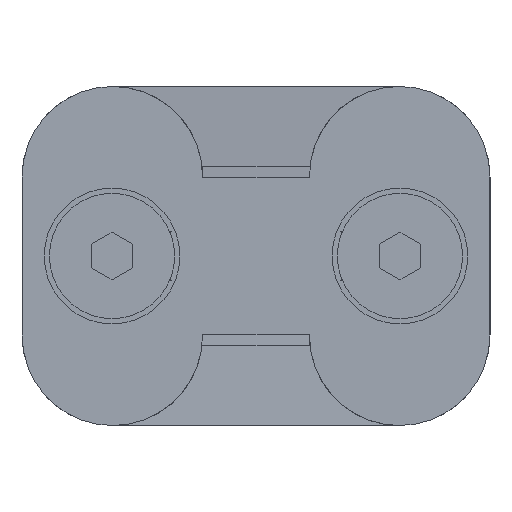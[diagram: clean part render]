
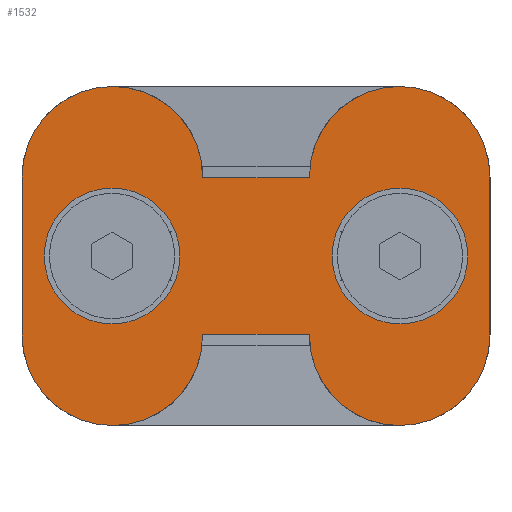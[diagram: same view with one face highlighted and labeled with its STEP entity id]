
A CAD part, left-side view. The second image highlights one B-rep face of the part: STEP entity #1532.
In plain terms, the highlighted face is planar.
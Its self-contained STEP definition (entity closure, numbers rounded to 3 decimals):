
#148=LINE('',#2406,#294);
#150=LINE('',#2410,#296);
#168=LINE('',#2483,#314);
#170=LINE('',#2487,#316);
#186=LINE('',#2540,#332);
#189=LINE('',#2550,#335);
#190=LINE('',#2556,#336);
#191=LINE('',#2557,#337);
#192=LINE('',#2562,#338);
#193=LINE('',#2567,#339);
#194=LINE('',#2569,#340);
#195=LINE('',#2571,#341);
#294=VECTOR('',#1865,1000.);
#296=VECTOR('',#1867,1000.);
#314=VECTOR('',#1939,1000.);
#316=VECTOR('',#1941,1000.);
#332=VECTOR('',#2017,1000.);
#335=VECTOR('',#2026,1000.);
#336=VECTOR('',#2031,1000.);
#337=VECTOR('',#2032,1000.);
#338=VECTOR('',#2037,1000.);
#339=VECTOR('',#2042,1000.);
#340=VECTOR('',#2043,1000.);
#341=VECTOR('',#2044,1000.);
#578=ORIENTED_EDGE('',*,*,#961,.T.);
#579=ORIENTED_EDGE('',*,*,#962,.T.);
#580=ORIENTED_EDGE('',*,*,#963,.T.);
#581=ORIENTED_EDGE('',*,*,#964,.T.);
#582=ORIENTED_EDGE('',*,*,#928,.T.);
#583=ORIENTED_EDGE('',*,*,#965,.T.);
#584=ORIENTED_EDGE('',*,*,#966,.T.);
#585=ORIENTED_EDGE('',*,*,#958,.T.);
#586=ORIENTED_EDGE('',*,*,#967,.T.);
#587=ORIENTED_EDGE('',*,*,#968,.T.);
#588=ORIENTED_EDGE('',*,*,#926,.T.);
#589=ORIENTED_EDGE('',*,*,#969,.T.);
#590=ORIENTED_EDGE('',*,*,#970,.T.);
#591=ORIENTED_EDGE('',*,*,#971,.T.);
#592=ORIENTED_EDGE('',*,*,#888,.T.);
#593=ORIENTED_EDGE('',*,*,#972,.T.);
#594=ORIENTED_EDGE('',*,*,#973,.T.);
#595=ORIENTED_EDGE('',*,*,#974,.F.);
#596=ORIENTED_EDGE('',*,*,#975,.T.);
#597=ORIENTED_EDGE('',*,*,#976,.T.);
#598=ORIENTED_EDGE('',*,*,#886,.F.);
#599=ORIENTED_EDGE('',*,*,#977,.T.);
#886=EDGE_CURVE('',#1104,#1105,#148,.T.);
#888=EDGE_CURVE('',#1107,#1106,#150,.T.);
#926=EDGE_CURVE('',#1135,#1134,#168,.T.);
#928=EDGE_CURVE('',#1137,#1136,#170,.T.);
#958=EDGE_CURVE('',#1144,#1145,#186,.T.);
#961=EDGE_CURVE('',#1146,#1146,#1203,.T.);
#962=EDGE_CURVE('',#1147,#1147,#1204,.T.);
#963=EDGE_CURVE('',#1148,#1149,#189,.T.);
#964=EDGE_CURVE('',#1149,#1137,#1205,.F.);
#965=EDGE_CURVE('',#1136,#1150,#1206,.T.);
#966=EDGE_CURVE('',#1150,#1144,#190,.T.);
#967=EDGE_CURVE('',#1145,#1151,#191,.T.);
#968=EDGE_CURVE('',#1151,#1135,#1207,.T.);
#969=EDGE_CURVE('',#1134,#1152,#1208,.F.);
#970=EDGE_CURVE('',#1152,#1153,#192,.T.);
#971=EDGE_CURVE('',#1153,#1107,#1209,.F.);
#972=EDGE_CURVE('',#1106,#1154,#1210,.T.);
#973=EDGE_CURVE('',#1154,#1155,#193,.T.);
#974=EDGE_CURVE('',#1156,#1155,#194,.T.);
#975=EDGE_CURVE('',#1156,#1157,#195,.T.);
#976=EDGE_CURVE('',#1157,#1105,#1211,.T.);
#977=EDGE_CURVE('',#1104,#1148,#1212,.F.);
#1104=VERTEX_POINT('',#2405);
#1105=VERTEX_POINT('',#2407);
#1106=VERTEX_POINT('',#2409);
#1107=VERTEX_POINT('',#2411);
#1134=VERTEX_POINT('',#2482);
#1135=VERTEX_POINT('',#2484);
#1136=VERTEX_POINT('',#2486);
#1137=VERTEX_POINT('',#2488);
#1144=VERTEX_POINT('',#2541);
#1145=VERTEX_POINT('',#2542);
#1146=VERTEX_POINT('',#2547);
#1147=VERTEX_POINT('',#2549);
#1148=VERTEX_POINT('',#2551);
#1149=VERTEX_POINT('',#2552);
#1150=VERTEX_POINT('',#2555);
#1151=VERTEX_POINT('',#2558);
#1152=VERTEX_POINT('',#2561);
#1153=VERTEX_POINT('',#2563);
#1154=VERTEX_POINT('',#2566);
#1155=VERTEX_POINT('',#2568);
#1156=VERTEX_POINT('',#2570);
#1157=VERTEX_POINT('',#2572);
#1203=CIRCLE('',#1688,8.25);
#1204=CIRCLE('',#1689,8.25);
#1205=CIRCLE('',#1690,11.);
#1206=CIRCLE('',#1691,10.9);
#1207=CIRCLE('',#1692,10.9);
#1208=CIRCLE('',#1693,11.);
#1209=CIRCLE('',#1694,11.);
#1210=CIRCLE('',#1695,10.9);
#1211=CIRCLE('',#1696,10.9);
#1212=CIRCLE('',#1697,11.);
#1263=EDGE_LOOP('',(#578));
#1264=EDGE_LOOP('',(#579));
#1265=EDGE_LOOP('',(#580,#581,#582,#583,#584,#585,#586,#587,#588,#589,#590,
#591,#592,#593,#594,#595,#596,#597,#598,#599));
#1367=FACE_BOUND('',#1263,.T.);
#1368=FACE_BOUND('',#1264,.T.);
#1369=FACE_BOUND('',#1265,.T.);
#1468=PLANE('',#1687);
#1532=ADVANCED_FACE('',(#1367,#1368,#1369),#1468,.F.);
#1687=AXIS2_PLACEMENT_3D('',#2545,#2020,#2021);
#1688=AXIS2_PLACEMENT_3D('',#2546,#2022,#2023);
#1689=AXIS2_PLACEMENT_3D('',#2548,#2024,#2025);
#1690=AXIS2_PLACEMENT_3D('',#2553,#2027,#2028);
#1691=AXIS2_PLACEMENT_3D('',#2554,#2029,#2030);
#1692=AXIS2_PLACEMENT_3D('',#2559,#2033,#2034);
#1693=AXIS2_PLACEMENT_3D('',#2560,#2035,#2036);
#1694=AXIS2_PLACEMENT_3D('',#2564,#2038,#2039);
#1695=AXIS2_PLACEMENT_3D('',#2565,#2040,#2041);
#1696=AXIS2_PLACEMENT_3D('',#2573,#2045,#2046);
#1697=AXIS2_PLACEMENT_3D('',#2574,#2047,#2048);
#1865=DIRECTION('',(-1.,0.,0.));
#1867=DIRECTION('',(1.,0.,0.));
#1939=DIRECTION('',(-1.,0.,0.));
#1941=DIRECTION('',(-1.,0.,0.));
#2017=DIRECTION('',(-1.,0.,0.));
#2020=DIRECTION('',(0.,-1.,0.));
#2021=DIRECTION('',(0.,0.,-1.));
#2022=DIRECTION('',(0.,-1.,0.));
#2023=DIRECTION('',(0.,0.,-1.));
#2024=DIRECTION('',(0.,-1.,0.));
#2025=DIRECTION('',(0.,0.,-1.));
#2026=DIRECTION('',(0.,0.,-1.));
#2027=DIRECTION('',(0.,-1.,0.));
#2028=DIRECTION('',(0.,0.,-1.));
#2029=DIRECTION('',(0.,1.,0.));
#2030=DIRECTION('',(1.,0.,0.));
#2031=DIRECTION('',(0.,0.,1.));
#2032=DIRECTION('',(0.,0.,-1.));
#2033=DIRECTION('',(0.,1.,0.));
#2034=DIRECTION('',(1.,0.,0.));
#2035=DIRECTION('',(0.,-1.,0.));
#2036=DIRECTION('',(0.,0.,-1.));
#2037=DIRECTION('',(0.,0.,1.));
#2038=DIRECTION('',(0.,-1.,0.));
#2039=DIRECTION('',(0.,0.,-1.));
#2040=DIRECTION('',(0.,1.,0.));
#2041=DIRECTION('',(1.,0.,0.));
#2042=DIRECTION('',(0.,0.,-1.));
#2043=DIRECTION('',(-1.,0.,0.));
#2044=DIRECTION('',(0.,0.,1.));
#2045=DIRECTION('',(0.,1.,0.));
#2046=DIRECTION('',(1.,0.,0.));
#2047=DIRECTION('',(0.,-1.,0.));
#2048=DIRECTION('',(0.,0.,-1.));
#2405=CARTESIAN_POINT('',(17.445,13.8,20.6));
#2406=CARTESIAN_POINT('',(35.,13.8,20.6));
#2407=CARTESIAN_POINT('',(17.4,13.8,20.6));
#2409=CARTESIAN_POINT('',(-17.4,13.8,20.6));
#2410=CARTESIAN_POINT('',(-28.5,13.8,20.6));
#2411=CARTESIAN_POINT('',(-17.445,13.8,20.6));
#2482=CARTESIAN_POINT('',(-17.445,13.8,-20.6));
#2483=CARTESIAN_POINT('',(-17.4,13.8,-20.6));
#2484=CARTESIAN_POINT('',(-17.4,13.8,-20.6));
#2486=CARTESIAN_POINT('',(17.4,13.8,-20.6));
#2487=CARTESIAN_POINT('',(35.,13.8,-20.6));
#2488=CARTESIAN_POINT('',(17.445,13.8,-20.6));
#2540=CARTESIAN_POINT('',(35.,13.8,-9.5));
#2541=CARTESIAN_POINT('',(6.5,13.8,-9.5));
#2542=CARTESIAN_POINT('',(-6.5,13.8,-9.5));
#2545=CARTESIAN_POINT('',(35.,13.8,-9.5));
#2546=CARTESIAN_POINT('',(-17.5,13.8,0.));
#2547=CARTESIAN_POINT('',(-17.5,13.8,-8.25));
#2548=CARTESIAN_POINT('',(17.5,13.8,0.));
#2549=CARTESIAN_POINT('',(17.5,13.8,-8.25));
#2550=CARTESIAN_POINT('',(28.445,13.8,-9.5));
#2551=CARTESIAN_POINT('',(28.445,13.8,9.6));
#2552=CARTESIAN_POINT('',(28.445,13.8,-9.6));
#2553=CARTESIAN_POINT('',(17.445,13.8,-9.6));
#2554=CARTESIAN_POINT('',(17.4,13.8,-9.7));
#2555=CARTESIAN_POINT('',(6.5,13.8,-9.7));
#2556=CARTESIAN_POINT('',(6.5,13.8,-9.7));
#2557=CARTESIAN_POINT('',(-6.5,13.8,-8.5));
#2558=CARTESIAN_POINT('',(-6.5,13.8,-9.7));
#2559=CARTESIAN_POINT('',(-17.4,13.8,-9.7));
#2560=CARTESIAN_POINT('',(-17.445,13.8,-9.6));
#2561=CARTESIAN_POINT('',(-28.445,13.8,-9.6));
#2562=CARTESIAN_POINT('',(-28.445,13.8,-9.5));
#2563=CARTESIAN_POINT('',(-28.445,13.8,9.6));
#2564=CARTESIAN_POINT('',(-17.445,13.8,9.6));
#2565=CARTESIAN_POINT('',(-17.4,13.8,9.7));
#2566=CARTESIAN_POINT('',(-6.5,13.8,9.7));
#2567=CARTESIAN_POINT('',(-6.5,13.8,9.7));
#2568=CARTESIAN_POINT('',(-6.5,13.8,9.5));
#2569=CARTESIAN_POINT('',(35.,13.8,9.5));
#2570=CARTESIAN_POINT('',(6.5,13.8,9.5));
#2571=CARTESIAN_POINT('',(6.5,13.8,8.5));
#2572=CARTESIAN_POINT('',(6.5,13.8,9.7));
#2573=CARTESIAN_POINT('',(17.4,13.8,9.7));
#2574=CARTESIAN_POINT('',(17.445,13.8,9.6));
